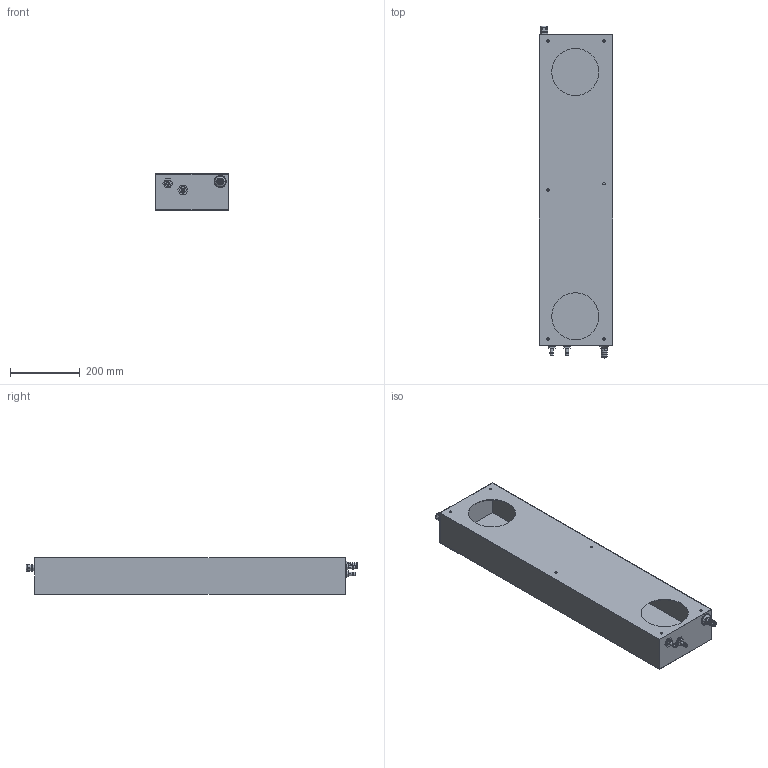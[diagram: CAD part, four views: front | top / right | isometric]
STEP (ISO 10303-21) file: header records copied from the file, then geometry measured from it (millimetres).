
FILE_DESCRIPTION((''),'2;1');
FILE_NAME('RK-2116010_ASM','2026-02-26T16:11:45',('briang'),(''),'CREO PARAMETRIC BY PTC INC, 2023294','CREO PARAMETRIC BY PTC INC, 2023294','');
FILE_SCHEMA(('CONFIG_CONTROL_DESIGN'));
Length unit declared in the file: millimetre
Products named in the file (8): 2116SDX; BDF-16MM-1_0MM-PANEL; WASHER_SI_35X17X2_0; BDF16-PANEL-0_8-1_0_ASM; CABLE_GLAND_M16; DRAIN_CONNECTION_BRASS_G14_10MM; WASHER_PVC_G1-4; RK-2116010_ASM
Assembly tree (9 placements, depth 3):
  RK-2116010_ASM
    2116SDX
    BDF16-PANEL-0_8-1_0_ASM
      BDF-16MM-1_0MM-PANEL
      WASHER_SI_35X17X2_0
    CABLE_GLAND_M16
    DRAIN_CONNECTION_BRASS_G14_10MM  x2
    WASHER_PVC_G1-4  x2
Bounding box: 212 x 952.65 x 105 mm (x, y, z)
Volume: 878945.9 mm3; surface area: 1166031.1 mm2
Topology: 10 solids, 11 shells, 375 faces, 949 edges, 610 vertices
Faces by surface type: plane 159, cylinder 116, cone 45, bspline 40, torus 15
Entity records: 14816 total; most frequent: CARTESIAN_POINT 7103, ORIENTED_EDGE 1640, DIRECTION 1453, EDGE_CURVE 822, AXIS2_PLACEMENT_3D 538, VERTEX_POINT 527, VECTOR 377, LINE 377
